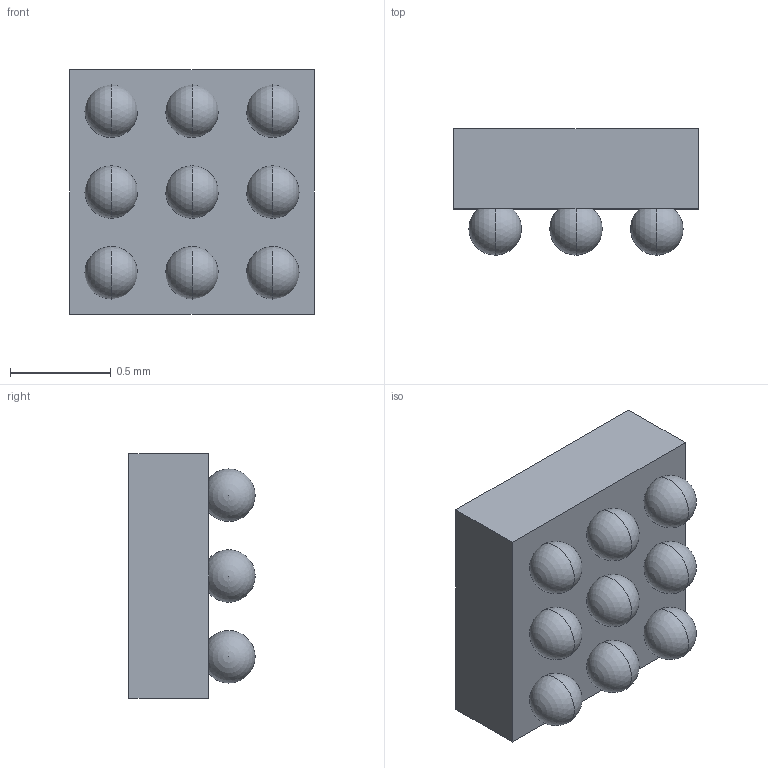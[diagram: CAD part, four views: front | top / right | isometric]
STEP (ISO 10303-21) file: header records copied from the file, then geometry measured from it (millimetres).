
FILE_DESCRIPTION (( 'STEP AP214' ), '1' );
FILE_NAME ('FPF2496UCX.STEP', '2017-10-26T11:10:09', ( '' ), ( '' ), 'SwSTEP 2.0', 'SolidWorks 2017', '' );
FILE_SCHEMA (( 'AUTOMOTIVE_DESIGN' ));
Length unit declared in the file: millimetre
Products named in the file (1): FPF2496UCX
Bounding box: 1.21 x 0.62 x 1.21 mm (x, y, z)
Volume: 0.7 mm3; surface area: 6.9 mm2
Topology: 11 solids, 11 shells, 31 faces, 87 edges, 61 vertices
Faces by surface type: sphere 18, plane 9, cylinder 4
Entity records: 986 total; most frequent: DIRECTION 132, CARTESIAN_POINT 108, ORIENTED_EDGE 84, AXIS2_PLACEMENT_3D 58, EDGE_CURVE 42, VERTEX_POINT 34, EDGE_LOOP 32, FACE_OUTER_BOUND 31
